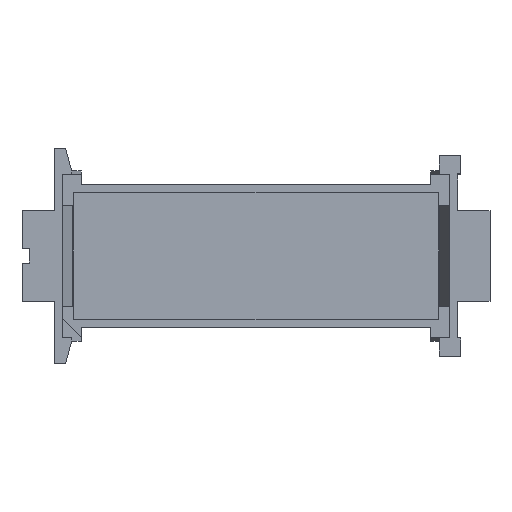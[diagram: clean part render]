
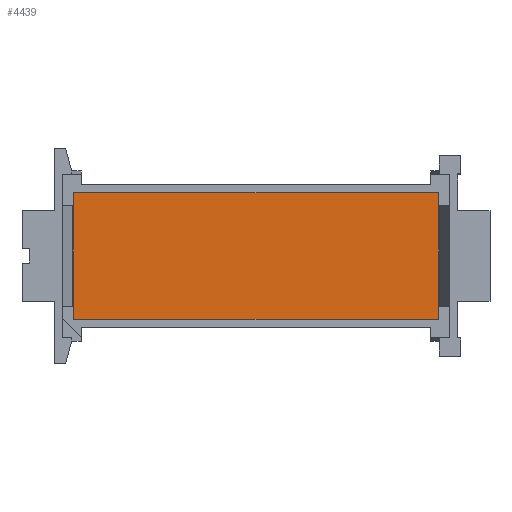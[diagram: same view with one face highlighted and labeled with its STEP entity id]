
A CAD part, top view. The second image highlights one B-rep face of the part: STEP entity #4439.
In plain terms, the highlighted planar face has unit normal (0, 0, 1).
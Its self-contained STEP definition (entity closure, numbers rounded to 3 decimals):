
#4149 = PLANE('',#4150);
#4150 = AXIS2_PLACEMENT_3D('',#4151,#4152,#4153);
#4151 = CARTESIAN_POINT('',(-18.,6.25,-2.74));
#4152 = DIRECTION('',(0.,1.,0.));
#4153 = DIRECTION('',(0.,0.,1.));
#4176 = PLANE('',#4177);
#4177 = AXIS2_PLACEMENT_3D('',#4178,#4179,#4180);
#4178 = CARTESIAN_POINT('',(18.,-6.25,-2.74));
#4179 = DIRECTION('',(1.,0.,0.));
#4180 = DIRECTION('',(0.,0.,1.));
#4203 = PLANE('',#4204);
#4204 = AXIS2_PLACEMENT_3D('',#4205,#4206,#4207);
#4205 = CARTESIAN_POINT('',(-18.,-6.25,-2.74));
#4206 = DIRECTION('',(0.,1.,0.));
#4207 = DIRECTION('',(0.,0.,1.));
#4228 = PLANE('',#4229);
#4229 = AXIS2_PLACEMENT_3D('',#4230,#4231,#4232);
#4230 = CARTESIAN_POINT('',(-18.,-6.25,-2.74));
#4231 = DIRECTION('',(1.,0.,0.));
#4232 = DIRECTION('',(0.,0.,1.));
#4243 = VERTEX_POINT('',#4244);
#4244 = CARTESIAN_POINT('',(18.,6.25,-2.74));
#4265 = EDGE_CURVE('',#4266,#4243,#4268,.T.);
#4266 = VERTEX_POINT('',#4267);
#4267 = CARTESIAN_POINT('',(-18.,6.25,-2.74));
#4268 = SURFACE_CURVE('',#4269,(#4273,#4280),.PCURVE_S1.);
#4269 = LINE('',#4270,#4271);
#4270 = CARTESIAN_POINT('',(-18.,6.25,-2.74));
#4271 = VECTOR('',#4272,1.);
#4272 = DIRECTION('',(1.,0.,0.));
#4273 = PCURVE('',#4149,#4274);
#4274 = DEFINITIONAL_REPRESENTATION('',(#4275),#4279);
#4275 = LINE('',#4276,#4277);
#4276 = CARTESIAN_POINT('',(0.,0.));
#4277 = VECTOR('',#4278,1.);
#4278 = DIRECTION('',(0.,1.));
#4279 = ( GEOMETRIC_REPRESENTATION_CONTEXT(2) 
PARAMETRIC_REPRESENTATION_CONTEXT() REPRESENTATION_CONTEXT('2D SPACE',''
  ) );
#4280 = PCURVE('',#4281,#4286);
#4281 = PLANE('',#4282);
#4282 = AXIS2_PLACEMENT_3D('',#4283,#4284,#4285);
#4283 = CARTESIAN_POINT('',(-18.,-6.25,-2.74));
#4284 = DIRECTION('',(0.,0.,1.));
#4285 = DIRECTION('',(1.,0.,0.));
#4286 = DEFINITIONAL_REPRESENTATION('',(#4287),#4291);
#4287 = LINE('',#4288,#4289);
#4288 = CARTESIAN_POINT('',(0.,12.5));
#4289 = VECTOR('',#4290,1.);
#4290 = DIRECTION('',(1.,0.));
#4291 = ( GEOMETRIC_REPRESENTATION_CONTEXT(2) 
PARAMETRIC_REPRESENTATION_CONTEXT() REPRESENTATION_CONTEXT('2D SPACE',''
  ) );
#4319 = VERTEX_POINT('',#4320);
#4320 = CARTESIAN_POINT('',(-18.,-6.25,-2.74));
#4341 = EDGE_CURVE('',#4319,#4266,#4342,.T.);
#4342 = SURFACE_CURVE('',#4343,(#4347,#4354),.PCURVE_S1.);
#4343 = LINE('',#4344,#4345);
#4344 = CARTESIAN_POINT('',(-18.,-6.25,-2.74));
#4345 = VECTOR('',#4346,1.);
#4346 = DIRECTION('',(0.,1.,0.));
#4347 = PCURVE('',#4228,#4348);
#4348 = DEFINITIONAL_REPRESENTATION('',(#4349),#4353);
#4349 = LINE('',#4350,#4351);
#4350 = CARTESIAN_POINT('',(0.,0.));
#4351 = VECTOR('',#4352,1.);
#4352 = DIRECTION('',(0.,-1.));
#4353 = ( GEOMETRIC_REPRESENTATION_CONTEXT(2) 
PARAMETRIC_REPRESENTATION_CONTEXT() REPRESENTATION_CONTEXT('2D SPACE',''
  ) );
#4354 = PCURVE('',#4281,#4355);
#4355 = DEFINITIONAL_REPRESENTATION('',(#4356),#4360);
#4356 = LINE('',#4357,#4358);
#4357 = CARTESIAN_POINT('',(0.,0.));
#4358 = VECTOR('',#4359,1.);
#4359 = DIRECTION('',(0.,1.));
#4360 = ( GEOMETRIC_REPRESENTATION_CONTEXT(2) 
PARAMETRIC_REPRESENTATION_CONTEXT() REPRESENTATION_CONTEXT('2D SPACE',''
  ) );
#4368 = VERTEX_POINT('',#4369);
#4369 = CARTESIAN_POINT('',(18.,-6.25,-2.74));
#4390 = EDGE_CURVE('',#4319,#4368,#4391,.T.);
#4391 = SURFACE_CURVE('',#4392,(#4396,#4403),.PCURVE_S1.);
#4392 = LINE('',#4393,#4394);
#4393 = CARTESIAN_POINT('',(-18.,-6.25,-2.74));
#4394 = VECTOR('',#4395,1.);
#4395 = DIRECTION('',(1.,0.,0.));
#4396 = PCURVE('',#4203,#4397);
#4397 = DEFINITIONAL_REPRESENTATION('',(#4398),#4402);
#4398 = LINE('',#4399,#4400);
#4399 = CARTESIAN_POINT('',(0.,0.));
#4400 = VECTOR('',#4401,1.);
#4401 = DIRECTION('',(0.,1.));
#4402 = ( GEOMETRIC_REPRESENTATION_CONTEXT(2) 
PARAMETRIC_REPRESENTATION_CONTEXT() REPRESENTATION_CONTEXT('2D SPACE',''
  ) );
#4403 = PCURVE('',#4281,#4404);
#4404 = DEFINITIONAL_REPRESENTATION('',(#4405),#4409);
#4405 = LINE('',#4406,#4407);
#4406 = CARTESIAN_POINT('',(0.,0.));
#4407 = VECTOR('',#4408,1.);
#4408 = DIRECTION('',(1.,0.));
#4409 = ( GEOMETRIC_REPRESENTATION_CONTEXT(2) 
PARAMETRIC_REPRESENTATION_CONTEXT() REPRESENTATION_CONTEXT('2D SPACE',''
  ) );
#4417 = EDGE_CURVE('',#4368,#4243,#4418,.T.);
#4418 = SURFACE_CURVE('',#4419,(#4423,#4430),.PCURVE_S1.);
#4419 = LINE('',#4420,#4421);
#4420 = CARTESIAN_POINT('',(18.,-6.25,-2.74));
#4421 = VECTOR('',#4422,1.);
#4422 = DIRECTION('',(0.,1.,0.));
#4423 = PCURVE('',#4176,#4424);
#4424 = DEFINITIONAL_REPRESENTATION('',(#4425),#4429);
#4425 = LINE('',#4426,#4427);
#4426 = CARTESIAN_POINT('',(0.,0.));
#4427 = VECTOR('',#4428,1.);
#4428 = DIRECTION('',(0.,-1.));
#4429 = ( GEOMETRIC_REPRESENTATION_CONTEXT(2) 
PARAMETRIC_REPRESENTATION_CONTEXT() REPRESENTATION_CONTEXT('2D SPACE',''
  ) );
#4430 = PCURVE('',#4281,#4431);
#4431 = DEFINITIONAL_REPRESENTATION('',(#4432),#4436);
#4432 = LINE('',#4433,#4434);
#4433 = CARTESIAN_POINT('',(36.,0.));
#4434 = VECTOR('',#4435,1.);
#4435 = DIRECTION('',(0.,1.));
#4436 = ( GEOMETRIC_REPRESENTATION_CONTEXT(2) 
PARAMETRIC_REPRESENTATION_CONTEXT() REPRESENTATION_CONTEXT('2D SPACE',''
  ) );
#4439 = ADVANCED_FACE('',(#4440),#4281,.T.);
#4440 = FACE_BOUND('',#4441,.T.);
#4441 = EDGE_LOOP('',(#4442,#4443,#4444,#4445));
#4442 = ORIENTED_EDGE('',*,*,#4341,.F.);
#4443 = ORIENTED_EDGE('',*,*,#4390,.T.);
#4444 = ORIENTED_EDGE('',*,*,#4417,.T.);
#4445 = ORIENTED_EDGE('',*,*,#4265,.F.);
